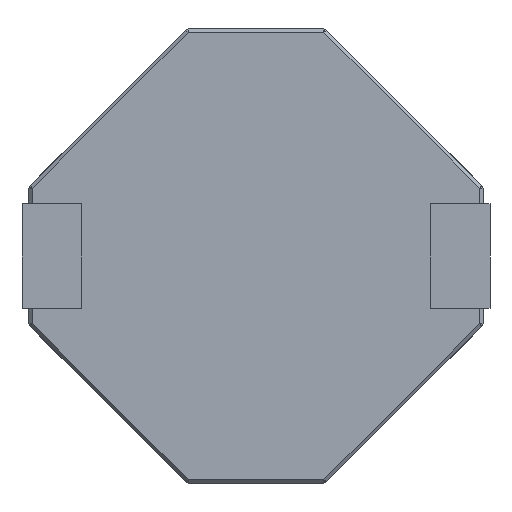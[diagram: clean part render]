
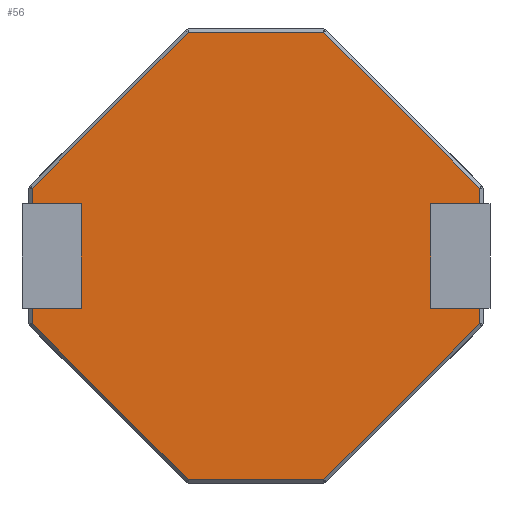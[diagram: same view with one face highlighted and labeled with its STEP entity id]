
A CAD part, front view. The second image highlights one B-rep face of the part: STEP entity #56.
In plain terms, the highlighted planar face has unit normal (0, -1, 0).
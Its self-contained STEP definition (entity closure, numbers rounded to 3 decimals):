
#1 = CARTESIAN_POINT ( 'NONE',  ( 6.4, 0., 1.5 ) ) ;
#8 = VERTEX_POINT ( 'NONE', #665 ) ;
#24 = VECTOR ( 'NONE', #1186, 1000. ) ;
#43 = EDGE_CURVE ( 'NONE', #2317, #983, #2070, .T. ) ;
#46 = VERTEX_POINT ( 'NONE', #1142 ) ;
#56 = ADVANCED_FACE ( 'NONE', ( #877 ), #513, .T. ) ;
#82 = EDGE_CURVE ( 'NONE', #595, #583, #1601, .T. ) ;
#91 = CARTESIAN_POINT ( 'NONE',  ( -5., 0., -1.5 ) ) ;
#105 = VERTEX_POINT ( 'NONE', #1917 ) ;
#132 = CARTESIAN_POINT ( 'NONE',  ( -6.4, 0., 1.5 ) ) ;
#144 = VECTOR ( 'NONE', #331, 1000. ) ;
#152 = EDGE_CURVE ( 'NONE', #2151, #595, #1784, .T. ) ;
#166 = LINE ( 'NONE', #1093, #1339 ) ;
#182 = VECTOR ( 'NONE', #227, 1000. ) ;
#202 = VECTOR ( 'NONE', #1361, 1000. ) ;
#211 = ORIENTED_EDGE ( 'NONE', *, *, #1714, .F. ) ;
#227 = DIRECTION ( 'NONE',  ( -1., 0., 0. ) ) ;
#254 = DIRECTION ( 'NONE',  ( 0., 0., 1. ) ) ;
#255 = CARTESIAN_POINT ( 'NONE',  ( -6.4, 0., -1.5 ) ) ;
#258 = DIRECTION ( 'NONE',  ( 0.707, 0., 0.707 ) ) ;
#263 = ORIENTED_EDGE ( 'NONE', *, *, #43, .T. ) ;
#316 = VECTOR ( 'NONE', #1906, 1000. ) ;
#317 = DIRECTION ( 'NONE',  ( 0., -1., 0. ) ) ;
#321 = LINE ( 'NONE', #345, #144 ) ;
#331 = DIRECTION ( 'NONE',  ( 0.707, 0., -0.707 ) ) ;
#335 = CARTESIAN_POINT ( 'NONE',  ( -5., 0., 1.5 ) ) ;
#345 = CARTESIAN_POINT ( 'NONE',  ( -1.944, 0., -6.4 ) ) ;
#357 = DIRECTION ( 'NONE',  ( 0., 0., 1. ) ) ;
#359 = DIRECTION ( 'NONE',  ( -0.707, 0., 0.707 ) ) ;
#378 = EDGE_CURVE ( 'NONE', #1951, #1883, #639, .T. ) ;
#386 = CARTESIAN_POINT ( 'NONE',  ( 6.4, 0., -1.5 ) ) ;
#394 = EDGE_CURVE ( 'NONE', #756, #1495, #1335, .T. ) ;
#397 = ORIENTED_EDGE ( 'NONE', *, *, #152, .F. ) ;
#416 = VECTOR ( 'NONE', #1706, 1000. ) ;
#419 = CARTESIAN_POINT ( 'NONE',  ( 5., 0., -1.5 ) ) ;
#469 = ORIENTED_EDGE ( 'NONE', *, *, #1350, .T. ) ;
#478 = EDGE_CURVE ( 'NONE', #1883, #583, #1743, .T. ) ;
#513 = PLANE ( 'NONE',  #1036 ) ;
#552 = LINE ( 'NONE', #1094, #2285 ) ;
#579 = LINE ( 'NONE', #959, #588 ) ;
#583 = VERTEX_POINT ( 'NONE', #1980 ) ;
#585 = EDGE_CURVE ( 'NONE', #105, #1975, #552, .T. ) ;
#588 = VECTOR ( 'NONE', #254, 1000. ) ;
#595 = VERTEX_POINT ( 'NONE', #335 ) ;
#639 = LINE ( 'NONE', #1374, #416 ) ;
#665 = CARTESIAN_POINT ( 'NONE',  ( 6.4, 0., -1.944 ) ) ;
#693 = ORIENTED_EDGE ( 'NONE', *, *, #478, .T. ) ;
#720 = CARTESIAN_POINT ( 'NONE',  ( 0., 0., 0. ) ) ;
#733 = CARTESIAN_POINT ( 'NONE',  ( -6.4, 0., 1.944 ) ) ;
#735 = LINE ( 'NONE', #1811, #1529 ) ;
#756 = VERTEX_POINT ( 'NONE', #419 ) ;
#789 = ORIENTED_EDGE ( 'NONE', *, *, #378, .T. ) ;
#807 = LINE ( 'NONE', #2007, #182 ) ;
#853 = DIRECTION ( 'NONE',  ( 0., 0., -1. ) ) ;
#854 = DIRECTION ( 'NONE',  ( 0., 0., -1. ) ) ;
#877 = FACE_OUTER_BOUND ( 'NONE', #2147, .T. ) ;
#899 = DIRECTION ( 'NONE',  ( 0., 0., 1. ) ) ;
#903 = VERTEX_POINT ( 'NONE', #993 ) ;
#918 = EDGE_CURVE ( 'NONE', #1975, #8, #1673, .T. ) ;
#932 = VECTOR ( 'NONE', #1531, 1000. ) ;
#935 = ORIENTED_EDGE ( 'NONE', *, *, #1444, .T. ) ;
#946 = ORIENTED_EDGE ( 'NONE', *, *, #1622, .F. ) ;
#949 = CARTESIAN_POINT ( 'NONE',  ( 6.4, 0., -1.944 ) ) ;
#959 = CARTESIAN_POINT ( 'NONE',  ( 6.4, 0., -1.5 ) ) ;
#983 = VERTEX_POINT ( 'NONE', #2009 ) ;
#993 = CARTESIAN_POINT ( 'NONE',  ( 6.4, 0., 1.944 ) ) ;
#1036 = AXIS2_PLACEMENT_3D ( 'NONE', #720, #317, #854 ) ;
#1093 = CARTESIAN_POINT ( 'NONE',  ( 1.944, 0., 6.4 ) ) ;
#1094 = CARTESIAN_POINT ( 'NONE',  ( 1.944, 0., -6.4 ) ) ;
#1095 = ORIENTED_EDGE ( 'NONE', *, *, #1239, .T. ) ;
#1112 = ORIENTED_EDGE ( 'NONE', *, *, #394, .F. ) ;
#1129 = VECTOR ( 'NONE', #853, 1000. ) ;
#1138 = VECTOR ( 'NONE', #2106, 1000. ) ;
#1142 = CARTESIAN_POINT ( 'NONE',  ( 1.944, 0., 6.4 ) ) ;
#1186 = DIRECTION ( 'NONE',  ( -1., 0., 0. ) ) ;
#1197 = CARTESIAN_POINT ( 'NONE',  ( 5., 0., 1.5 ) ) ;
#1239 = EDGE_CURVE ( 'NONE', #903, #46, #166, .T. ) ;
#1277 = CARTESIAN_POINT ( 'NONE',  ( 0., 0., -1.5 ) ) ;
#1285 = LINE ( 'NONE', #1277, #1641 ) ;
#1289 = EDGE_CURVE ( 'NONE', #2317, #2151, #1285, .T. ) ;
#1320 = VECTOR ( 'NONE', #899, 1000. ) ;
#1323 = VERTEX_POINT ( 'NONE', #1197 ) ;
#1335 = LINE ( 'NONE', #1717, #316 ) ;
#1339 = VECTOR ( 'NONE', #359, 1000. ) ;
#1350 = EDGE_CURVE ( 'NONE', #983, #105, #321, .T. ) ;
#1361 = DIRECTION ( 'NONE',  ( 0., 0., -1. ) ) ;
#1374 = CARTESIAN_POINT ( 'NONE',  ( -6.4, 0., 1.944 ) ) ;
#1376 = CARTESIAN_POINT ( 'NONE',  ( 5., 0., 0. ) ) ;
#1380 = CARTESIAN_POINT ( 'NONE',  ( -1.944, 0., 6.4 ) ) ;
#1406 = EDGE_CURVE ( 'NONE', #46, #1951, #2132, .T. ) ;
#1444 = EDGE_CURVE ( 'NONE', #1935, #903, #735, .T. ) ;
#1487 = CARTESIAN_POINT ( 'NONE',  ( 1.944, 0., -6.4 ) ) ;
#1495 = VERTEX_POINT ( 'NONE', #386 ) ;
#1529 = VECTOR ( 'NONE', #357, 1000. ) ;
#1531 = DIRECTION ( 'NONE',  ( 0., 0., -1. ) ) ;
#1567 = CARTESIAN_POINT ( 'NONE',  ( -5., 0., 0. ) ) ;
#1575 = EDGE_CURVE ( 'NONE', #8, #1495, #579, .T. ) ;
#1579 = CARTESIAN_POINT ( 'NONE',  ( 0., 0., 1.5 ) ) ;
#1601 = LINE ( 'NONE', #1579, #1138 ) ;
#1608 = ORIENTED_EDGE ( 'NONE', *, *, #82, .F. ) ;
#1622 = EDGE_CURVE ( 'NONE', #1935, #1323, #807, .T. ) ;
#1641 = VECTOR ( 'NONE', #2001, 1000. ) ;
#1642 = ORIENTED_EDGE ( 'NONE', *, *, #918, .T. ) ;
#1673 = LINE ( 'NONE', #949, #1885 ) ;
#1676 = ORIENTED_EDGE ( 'NONE', *, *, #585, .T. ) ;
#1706 = DIRECTION ( 'NONE',  ( -0.707, 0., -0.707 ) ) ;
#1714 = EDGE_CURVE ( 'NONE', #1323, #756, #2258, .T. ) ;
#1717 = CARTESIAN_POINT ( 'NONE',  ( 0., 0., -1.5 ) ) ;
#1718 = CARTESIAN_POINT ( 'NONE',  ( -6.4, 0., -1.944 ) ) ;
#1743 = LINE ( 'NONE', #132, #1129 ) ;
#1784 = LINE ( 'NONE', #1567, #1320 ) ;
#1811 = CARTESIAN_POINT ( 'NONE',  ( 6.4, 0., 1.944 ) ) ;
#1883 = VERTEX_POINT ( 'NONE', #733 ) ;
#1885 = VECTOR ( 'NONE', #258, 1000. ) ;
#1906 = DIRECTION ( 'NONE',  ( 1., 0., 0. ) ) ;
#1917 = CARTESIAN_POINT ( 'NONE',  ( -1.944, 0., -6.4 ) ) ;
#1933 = ORIENTED_EDGE ( 'NONE', *, *, #1289, .F. ) ;
#1935 = VERTEX_POINT ( 'NONE', #1 ) ;
#1937 = DIRECTION ( 'NONE',  ( 1., 0., 0. ) ) ;
#1951 = VERTEX_POINT ( 'NONE', #2315 ) ;
#1975 = VERTEX_POINT ( 'NONE', #1487 ) ;
#1980 = CARTESIAN_POINT ( 'NONE',  ( -6.4, 0., 1.5 ) ) ;
#2001 = DIRECTION ( 'NONE',  ( 1., 0., 0. ) ) ;
#2007 = CARTESIAN_POINT ( 'NONE',  ( 0., 0., 1.5 ) ) ;
#2009 = CARTESIAN_POINT ( 'NONE',  ( -6.4, 0., -1.944 ) ) ;
#2022 = ORIENTED_EDGE ( 'NONE', *, *, #1406, .T. ) ;
#2070 = LINE ( 'NONE', #1718, #202 ) ;
#2106 = DIRECTION ( 'NONE',  ( -1., 0., 0. ) ) ;
#2132 = LINE ( 'NONE', #1380, #24 ) ;
#2147 = EDGE_LOOP ( 'NONE', ( #1933, #263, #469, #1676, #1642, #2184, #1112, #211, #946, #935, #1095, #2022, #789, #693, #1608, #397 ) ) ;
#2151 = VERTEX_POINT ( 'NONE', #91 ) ;
#2184 = ORIENTED_EDGE ( 'NONE', *, *, #1575, .T. ) ;
#2258 = LINE ( 'NONE', #1376, #932 ) ;
#2285 = VECTOR ( 'NONE', #1937, 1000. ) ;
#2315 = CARTESIAN_POINT ( 'NONE',  ( -1.944, 0., 6.4 ) ) ;
#2317 = VERTEX_POINT ( 'NONE', #255 ) ;
